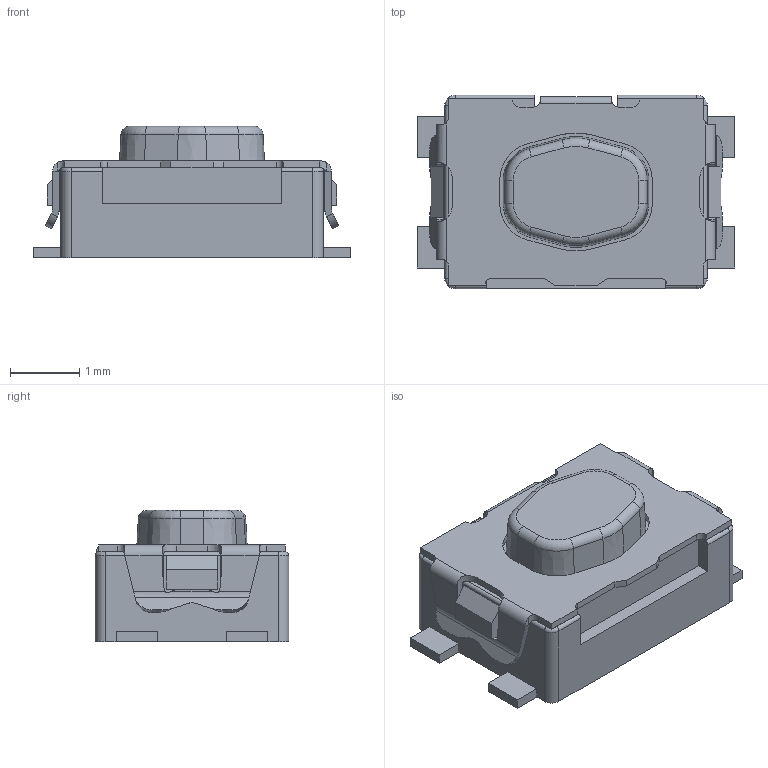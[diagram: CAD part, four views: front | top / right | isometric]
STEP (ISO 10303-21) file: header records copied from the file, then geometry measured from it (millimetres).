
FILE_DESCRIPTION(/* description */ (''),/* implementation_level */ '2;1');
FILE_NAME(/* name */ 'KMR221GLFS.step',/* time_stamp */ '2023-11-05T21:25:59-08:00',/* author */ (''),/* organization */ (''),/* preprocessor_version */ 'ST-DEVELOPER v20',/* originating_system */ 'Autodesk Translation Framework v12.14.0.127',/* authorisation */ '');
FILE_SCHEMA (('AUTOMOTIVE_DESIGN { 1 0 10303 214 3 1 1 }'));
Length unit declared in the file: millimetre
Products named in the file (1): (Unsaved)
Bounding box: 4.6 x 2.8 x 1.9 mm (x, y, z)
Volume: 16.1 mm3; surface area: 70.7 mm2
Topology: 8 solids, 8 shells, 238 faces, 643 edges, 418 vertices
Faces by surface type: plane 155, cylinder 67, torus 10, cone 6
Entity records: 7896 total; most frequent: CARTESIAN_POINT 1766, ORIENTED_EDGE 1286, DIRECTION 1255, EDGE_CURVE 643, LINE 441, VECTOR 441, VERTEX_POINT 418, AXIS2_PLACEMENT_3D 407
